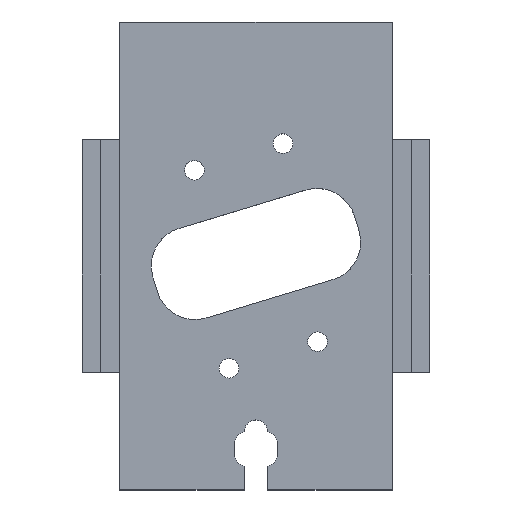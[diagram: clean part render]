
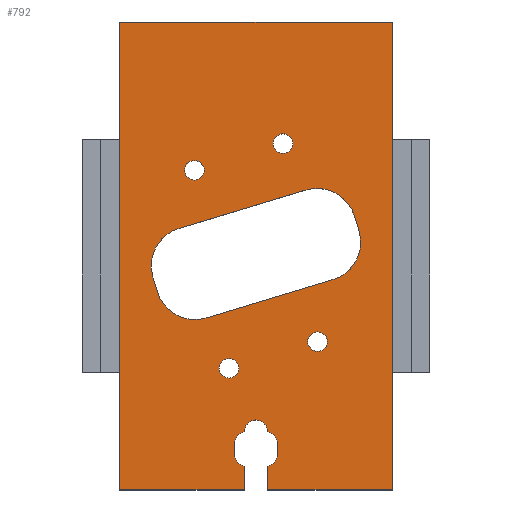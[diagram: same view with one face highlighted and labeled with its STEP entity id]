
A CAD part, top view. The second image highlights one B-rep face of the part: STEP entity #792.
In plain terms, the highlighted planar face has unit normal (0, 0, 1).
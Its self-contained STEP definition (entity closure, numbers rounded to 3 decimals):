
#15=FACE_BOUND('',#122,.T.);
#16=FACE_BOUND('',#123,.T.);
#17=FACE_BOUND('',#124,.T.);
#18=FACE_BOUND('',#125,.T.);
#19=FACE_BOUND('',#126,.T.);
#25=CIRCLE('',#842,1.25);
#27=CIRCLE('',#845,1.25);
#29=CIRCLE('',#848,1.25);
#31=CIRCLE('',#851,1.25);
#33=CIRCLE('',#855,1.5);
#34=CIRCLE('',#856,1.5);
#35=CIRCLE('',#857,1.5);
#36=CIRCLE('',#858,1.5);
#37=CIRCLE('',#859,1.5);
#38=CIRCLE('',#860,5.);
#39=CIRCLE('',#861,5.);
#40=CIRCLE('',#862,5.);
#41=CIRCLE('',#863,5.);
#81=FACE_OUTER_BOUND('',#121,.T.);
#121=EDGE_LOOP('',(#604,#605,#606,#607,#608,#609,#610,#611,#612,#613,#614,
#615,#616,#617));
#122=EDGE_LOOP('',(#618,#619,#620,#621,#622,#623,#624,#625));
#123=EDGE_LOOP('',(#626));
#124=EDGE_LOOP('',(#627));
#125=EDGE_LOOP('',(#628));
#126=EDGE_LOOP('',(#629));
#157=LINE('',#1126,#245);
#168=LINE('',#1152,#256);
#184=LINE('',#1180,#272);
#186=LINE('',#1186,#274);
#190=LINE('',#1193,#278);
#208=LINE('',#1245,#296);
#209=LINE('',#1247,#297);
#210=LINE('',#1251,#298);
#211=LINE('',#1258,#299);
#212=LINE('',#1261,#300);
#213=LINE('',#1265,#301);
#214=LINE('',#1269,#302);
#215=LINE('',#1273,#303);
#245=VECTOR('',#902,1000.);
#256=VECTOR('',#919,1000.);
#272=VECTOR('',#943,1000.);
#274=VECTOR('',#947,1000.);
#278=VECTOR('',#953,1000.);
#296=VECTOR('',#1005,1000.);
#297=VECTOR('',#1006,1000.);
#298=VECTOR('',#1009,1000.);
#299=VECTOR('',#1016,1000.);
#300=VECTOR('',#1017,1000.);
#301=VECTOR('',#1020,1000.);
#302=VECTOR('',#1023,1000.);
#303=VECTOR('',#1026,1000.);
#330=VERTEX_POINT('',#1119);
#333=VERTEX_POINT('',#1124);
#344=VERTEX_POINT('',#1149);
#345=VERTEX_POINT('',#1151);
#354=VERTEX_POINT('',#1182);
#356=VERTEX_POINT('',#1185);
#365=VERTEX_POINT('',#1213);
#367=VERTEX_POINT('',#1219);
#369=VERTEX_POINT('',#1225);
#371=VERTEX_POINT('',#1231);
#374=VERTEX_POINT('',#1242);
#375=VERTEX_POINT('',#1243);
#376=VERTEX_POINT('',#1246);
#377=VERTEX_POINT('',#1248);
#378=VERTEX_POINT('',#1250);
#379=VERTEX_POINT('',#1252);
#380=VERTEX_POINT('',#1254);
#381=VERTEX_POINT('',#1256);
#382=VERTEX_POINT('',#1259);
#383=VERTEX_POINT('',#1260);
#384=VERTEX_POINT('',#1262);
#385=VERTEX_POINT('',#1264);
#386=VERTEX_POINT('',#1266);
#387=VERTEX_POINT('',#1268);
#388=VERTEX_POINT('',#1270);
#389=VERTEX_POINT('',#1272);
#409=EDGE_CURVE('',#333,#330,#157,.T.);
#420=EDGE_CURVE('',#344,#345,#168,.T.);
#436=EDGE_CURVE('',#345,#333,#184,.T.);
#438=EDGE_CURVE('',#354,#356,#186,.T.);
#442=EDGE_CURVE('',#356,#344,#190,.T.);
#453=EDGE_CURVE('',#365,#365,#25,.T.);
#456=EDGE_CURVE('',#367,#367,#27,.T.);
#459=EDGE_CURVE('',#369,#369,#29,.T.);
#462=EDGE_CURVE('',#371,#371,#31,.T.);
#468=EDGE_CURVE('',#374,#375,#33,.T.);
#469=EDGE_CURVE('',#375,#330,#208,.T.);
#470=EDGE_CURVE('',#354,#376,#209,.T.);
#471=EDGE_CURVE('',#376,#377,#34,.T.);
#472=EDGE_CURVE('',#377,#378,#210,.T.);
#473=EDGE_CURVE('',#378,#379,#35,.T.);
#474=EDGE_CURVE('',#379,#380,#36,.T.);
#475=EDGE_CURVE('',#380,#381,#37,.T.);
#476=EDGE_CURVE('',#381,#374,#211,.T.);
#477=EDGE_CURVE('',#382,#383,#212,.T.);
#478=EDGE_CURVE('',#384,#382,#38,.T.);
#479=EDGE_CURVE('',#385,#384,#213,.T.);
#480=EDGE_CURVE('',#386,#385,#39,.T.);
#481=EDGE_CURVE('',#387,#386,#214,.T.);
#482=EDGE_CURVE('',#388,#387,#40,.T.);
#483=EDGE_CURVE('',#389,#388,#215,.T.);
#484=EDGE_CURVE('',#383,#389,#41,.T.);
#604=ORIENTED_EDGE('',*,*,#468,.T.);
#605=ORIENTED_EDGE('',*,*,#469,.T.);
#606=ORIENTED_EDGE('',*,*,#409,.F.);
#607=ORIENTED_EDGE('',*,*,#436,.F.);
#608=ORIENTED_EDGE('',*,*,#420,.F.);
#609=ORIENTED_EDGE('',*,*,#442,.F.);
#610=ORIENTED_EDGE('',*,*,#438,.F.);
#611=ORIENTED_EDGE('',*,*,#470,.T.);
#612=ORIENTED_EDGE('',*,*,#471,.T.);
#613=ORIENTED_EDGE('',*,*,#472,.T.);
#614=ORIENTED_EDGE('',*,*,#473,.T.);
#615=ORIENTED_EDGE('',*,*,#474,.T.);
#616=ORIENTED_EDGE('',*,*,#475,.T.);
#617=ORIENTED_EDGE('',*,*,#476,.T.);
#618=ORIENTED_EDGE('',*,*,#477,.F.);
#619=ORIENTED_EDGE('',*,*,#478,.F.);
#620=ORIENTED_EDGE('',*,*,#479,.F.);
#621=ORIENTED_EDGE('',*,*,#480,.F.);
#622=ORIENTED_EDGE('',*,*,#481,.F.);
#623=ORIENTED_EDGE('',*,*,#482,.F.);
#624=ORIENTED_EDGE('',*,*,#483,.F.);
#625=ORIENTED_EDGE('',*,*,#484,.F.);
#626=ORIENTED_EDGE('',*,*,#462,.T.);
#627=ORIENTED_EDGE('',*,*,#459,.T.);
#628=ORIENTED_EDGE('',*,*,#456,.T.);
#629=ORIENTED_EDGE('',*,*,#453,.T.);
#761=PLANE('',#854);
#792=ADVANCED_FACE('',(#81,#15,#16,#17,#18,#19),#761,.F.);
#842=AXIS2_PLACEMENT_3D('',#1214,#970,#971);
#845=AXIS2_PLACEMENT_3D('',#1220,#977,#978);
#848=AXIS2_PLACEMENT_3D('',#1226,#984,#985);
#851=AXIS2_PLACEMENT_3D('',#1232,#991,#992);
#854=AXIS2_PLACEMENT_3D('',#1241,#1001,#1002);
#855=AXIS2_PLACEMENT_3D('',#1244,#1003,#1004);
#856=AXIS2_PLACEMENT_3D('',#1249,#1007,#1008);
#857=AXIS2_PLACEMENT_3D('',#1253,#1010,#1011);
#858=AXIS2_PLACEMENT_3D('',#1255,#1012,#1013);
#859=AXIS2_PLACEMENT_3D('',#1257,#1014,#1015);
#860=AXIS2_PLACEMENT_3D('',#1263,#1018,#1019);
#861=AXIS2_PLACEMENT_3D('',#1267,#1021,#1022);
#862=AXIS2_PLACEMENT_3D('',#1271,#1024,#1025);
#863=AXIS2_PLACEMENT_3D('',#1274,#1027,#1028);
#902=DIRECTION('',(-1.,0.,0.));
#919=DIRECTION('',(1.,0.,0.));
#943=DIRECTION('',(0.,-1.,0.));
#947=DIRECTION('',(-1.,0.,0.));
#953=DIRECTION('',(0.,1.,0.));
#970=DIRECTION('center_axis',(0.,0.,-1.));
#971=DIRECTION('ref_axis',(1.,0.,0.));
#977=DIRECTION('center_axis',(0.,0.,-1.));
#978=DIRECTION('ref_axis',(1.,0.,0.));
#984=DIRECTION('center_axis',(0.,0.,-1.));
#985=DIRECTION('ref_axis',(1.,0.,0.));
#991=DIRECTION('center_axis',(0.,0.,-1.));
#992=DIRECTION('ref_axis',(1.,0.,0.));
#1001=DIRECTION('center_axis',(0.,0.,-1.));
#1002=DIRECTION('ref_axis',(-1.,0.,0.));
#1003=DIRECTION('center_axis',(0.,0.,-1.));
#1004=DIRECTION('ref_axis',(-1.,0.,0.));
#1005=DIRECTION('',(0.,-1.,0.));
#1006=DIRECTION('',(0.,1.,0.));
#1007=DIRECTION('center_axis',(0.,0.,-1.));
#1008=DIRECTION('ref_axis',(-1.,0.,0.));
#1009=DIRECTION('',(0.,1.,0.));
#1010=DIRECTION('center_axis',(0.,0.,-1.));
#1011=DIRECTION('ref_axis',(-1.,0.,0.));
#1012=DIRECTION('center_axis',(0.,0.,-1.));
#1013=DIRECTION('ref_axis',(-1.,0.,0.));
#1014=DIRECTION('center_axis',(0.,0.,-1.));
#1015=DIRECTION('ref_axis',(-1.,0.,0.));
#1016=DIRECTION('',(0.,-1.,0.));
#1017=DIRECTION('',(-0.957,-0.289,0.));
#1018=DIRECTION('center_axis',(0.,0.,1.));
#1019=DIRECTION('ref_axis',(1.,0.,0.));
#1020=DIRECTION('',(-0.289,0.957,0.));
#1021=DIRECTION('center_axis',(0.,0.,1.));
#1022=DIRECTION('ref_axis',(-1.,0.,0.));
#1023=DIRECTION('',(0.957,0.289,0.));
#1024=DIRECTION('center_axis',(0.,0.,1.));
#1025=DIRECTION('ref_axis',(1.,0.,0.));
#1026=DIRECTION('',(0.289,-0.957,0.));
#1027=DIRECTION('center_axis',(0.,0.,1.));
#1028=DIRECTION('ref_axis',(1.,0.,0.));
#1119=CARTESIAN_POINT('',(1.5,-30.25,4.8));
#1124=CARTESIAN_POINT('',(17.5,-30.25,4.8));
#1126=CARTESIAN_POINT('',(-17.5,-30.25,4.8));
#1149=CARTESIAN_POINT('',(-17.5,29.75,4.8));
#1151=CARTESIAN_POINT('',(17.5,29.75,4.8));
#1152=CARTESIAN_POINT('',(-17.5,29.75,4.8));
#1180=CARTESIAN_POINT('',(17.5,29.75,4.8));
#1182=CARTESIAN_POINT('',(-1.5,-30.25,4.8));
#1185=CARTESIAN_POINT('',(-17.5,-30.25,4.8));
#1186=CARTESIAN_POINT('',(-17.5,-30.25,4.8));
#1193=CARTESIAN_POINT('',(-17.5,-15.25,4.8));
#1213=CARTESIAN_POINT('',(4.7,14.16,4.8));
#1214=CARTESIAN_POINT('Origin',(3.45,14.16,4.8));
#1219=CARTESIAN_POINT('',(-6.645,10.74,4.8));
#1220=CARTESIAN_POINT('Origin',(-7.895,10.74,4.8));
#1225=CARTESIAN_POINT('',(-2.2,-14.66,4.8));
#1226=CARTESIAN_POINT('Origin',(-3.45,-14.66,4.8));
#1231=CARTESIAN_POINT('',(9.145,-11.24,4.8));
#1232=CARTESIAN_POINT('Origin',(7.895,-11.24,4.8));
#1241=CARTESIAN_POINT('Origin',(0.,0.,4.8));
#1242=CARTESIAN_POINT('',(2.725,-25.75,4.8));
#1243=CARTESIAN_POINT('',(1.5,-27.225,4.8));
#1244=CARTESIAN_POINT('Origin',(1.225,-25.75,4.8));
#1245=CARTESIAN_POINT('',(1.5,0.,4.8));
#1246=CARTESIAN_POINT('',(-1.5,-27.225,4.8));
#1247=CARTESIAN_POINT('',(-1.5,0.,4.8));
#1248=CARTESIAN_POINT('',(-2.725,-25.75,4.8));
#1249=CARTESIAN_POINT('Origin',(-1.225,-25.75,4.8));
#1250=CARTESIAN_POINT('',(-2.725,-24.25,4.8));
#1251=CARTESIAN_POINT('',(-2.725,0.,4.8));
#1252=CARTESIAN_POINT('',(-1.5,-22.775,4.8));
#1253=CARTESIAN_POINT('Origin',(-1.225,-24.25,4.8));
#1254=CARTESIAN_POINT('',(1.5,-22.775,4.8));
#1255=CARTESIAN_POINT('Origin',(0.,-22.775,
4.8));
#1256=CARTESIAN_POINT('',(2.725,-24.25,4.8));
#1257=CARTESIAN_POINT('Origin',(1.225,-24.25,4.8));
#1258=CARTESIAN_POINT('',(2.725,0.,4.8));
#1259=CARTESIAN_POINT('',(6.406,8.198,4.8));
#1260=CARTESIAN_POINT('',(-9.87,3.291,4.8));
#1261=CARTESIAN_POINT('',(6.406,8.198,4.8));
#1262=CARTESIAN_POINT('',(12.636,4.855,4.8));
#1263=CARTESIAN_POINT('Origin',(7.849,3.411,4.8));
#1264=CARTESIAN_POINT('',(13.214,2.94,4.8));
#1265=CARTESIAN_POINT('',(13.214,2.94,4.8));
#1266=CARTESIAN_POINT('',(9.87,-3.291,4.8));
#1267=CARTESIAN_POINT('Origin',(8.427,1.497,4.8));
#1268=CARTESIAN_POINT('',(-6.406,-8.198,4.8));
#1269=CARTESIAN_POINT('',(-6.406,-8.198,4.8));
#1270=CARTESIAN_POINT('',(-12.636,-4.855,4.8));
#1271=CARTESIAN_POINT('Origin',(-7.849,-3.411,4.8));
#1272=CARTESIAN_POINT('',(-13.214,-2.94,4.8));
#1273=CARTESIAN_POINT('',(-13.214,-2.94,4.8));
#1274=CARTESIAN_POINT('Origin',(-8.427,-1.497,4.8));
